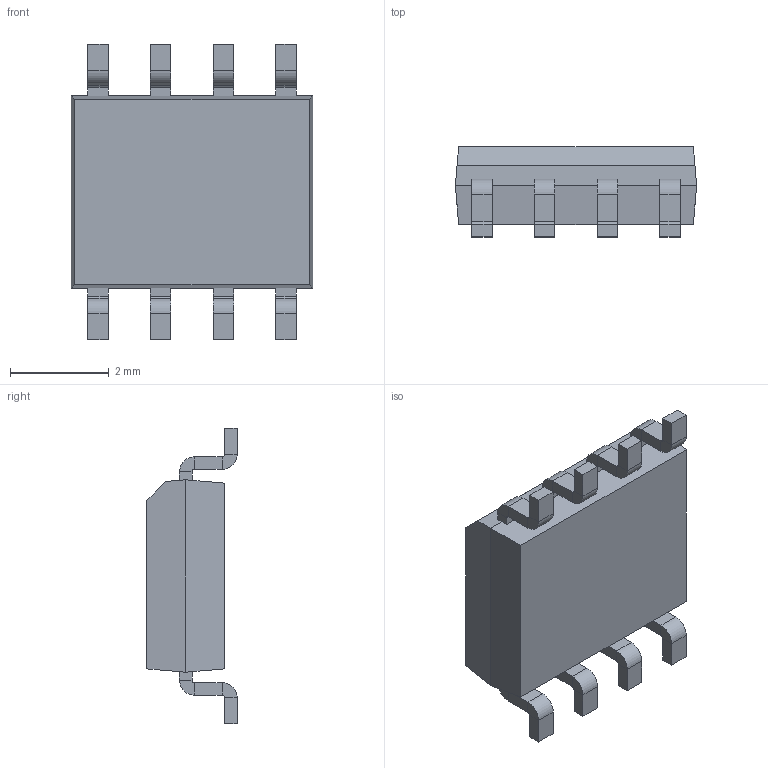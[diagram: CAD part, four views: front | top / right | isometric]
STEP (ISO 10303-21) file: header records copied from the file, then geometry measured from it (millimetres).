
FILE_DESCRIPTION (( 'STEP AP214' ), '1' );
FILE_NAME ('AA002-02E.STEP', '2020-01-31T13:37:59', ( '' ), ( '' ), 'SwSTEP 2.0', 'SolidWorks 2017', '' );
FILE_SCHEMA (( 'AUTOMOTIVE_DESIGN' ));
Length unit declared in the file: inch
Products named in the file (1): AA002-02E
Bounding box: 4.89 x 1.83 x 5.99 mm (x, y, z)
Volume: 30.3 mm3; surface area: 84.2 mm2
Topology: 10 solids, 10 shells, 202 faces, 411 edges, 230 vertices
Faces by surface type: plane 166, cylinder 36
Entity records: 5210 total; most frequent: DIRECTION 889, CARTESIAN_POINT 844, ORIENTED_EDGE 822, EDGE_CURVE 411, LINE 339, VECTOR 339, AXIS2_PLACEMENT_3D 275, VERTEX_POINT 230
